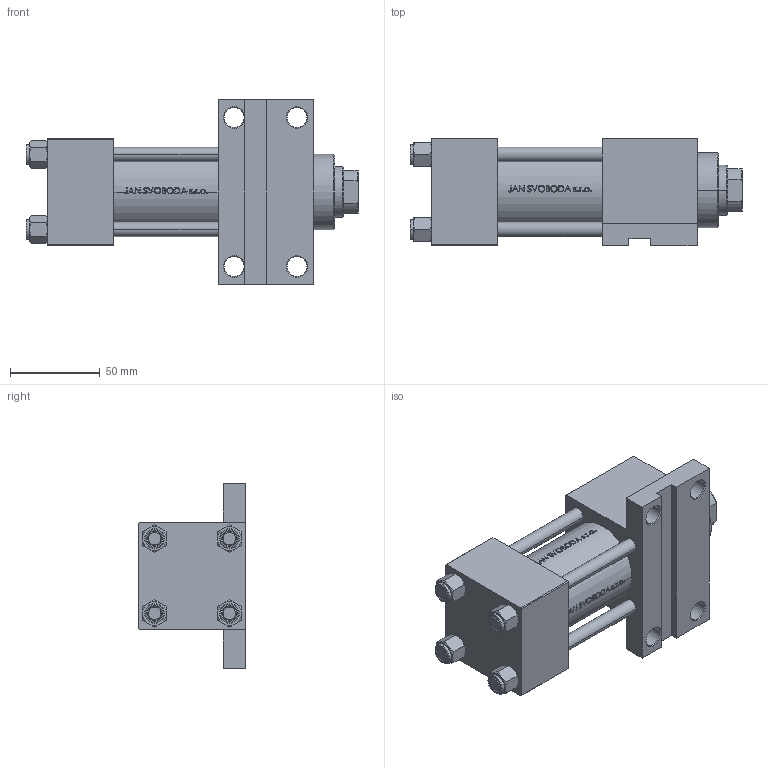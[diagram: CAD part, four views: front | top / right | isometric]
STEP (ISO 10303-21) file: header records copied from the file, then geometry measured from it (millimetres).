
FILE_DESCRIPTION (( 'STEP AP203' ), '1' );
FILE_NAME ('555f.STEP', '2023-08-23T12:50:22', ( '' ), ( '' ), 'SwSTEP 2.0', 'SolidWorks 2019', '' );
FILE_SCHEMA (( 'CONFIG_CONTROL_DESIGN' ));
Length unit declared in the file: millimetre
Products named in the file (6): V215_VC_A 6a6b6bd1a5a5a330265d511aad2464a9; NUT_M5_F 6a6b6bd1a5a5a330265d511aad2464a9; V215CR_F_Body 6a6b6bd1a5a5a330265d511aad2464a9; V215CR_VCP_F 6a6b6bd1a5a5a330265d511aad2464a9; 555f; V215CR_F_TYCINKA 6a6b6bd1a5a5a330265d511aad2464a9
Assembly tree (11 placements, depth 2):
  555f
    V215CR_F_Body 6a6b6bd1a5a5a330265d511aad2464a9
    V215CR_VCP_F 6a6b6bd1a5a5a330265d511aad2464a9
    V215CR_F_TYCINKA 6a6b6bd1a5a5a330265d511aad2464a9  x4
    NUT_M5_F 6a6b6bd1a5a5a330265d511aad2464a9  x4
    V215_VC_A 6a6b6bd1a5a5a330265d511aad2464a9
Bounding box: 185 x 60 x 103 mm (x, y, z)
Volume: 444850.7 mm3; surface area: 117844.7 mm2
Topology: 11 solids, 11 shells, 1121 faces, 2857 edges, 1848 vertices
Faces by surface type: plane 438, bspline 380, cone 152, cylinder 143, torus 8
Entity records: 48642 total; most frequent: CARTESIAN_POINT 26170, ORIENTED_EDGE 5206, DIRECTION 3212, EDGE_CURVE 2603, VERTEX_POINT 1704, VECTOR 1320, LINE 1320, EDGE_LOOP 1111
